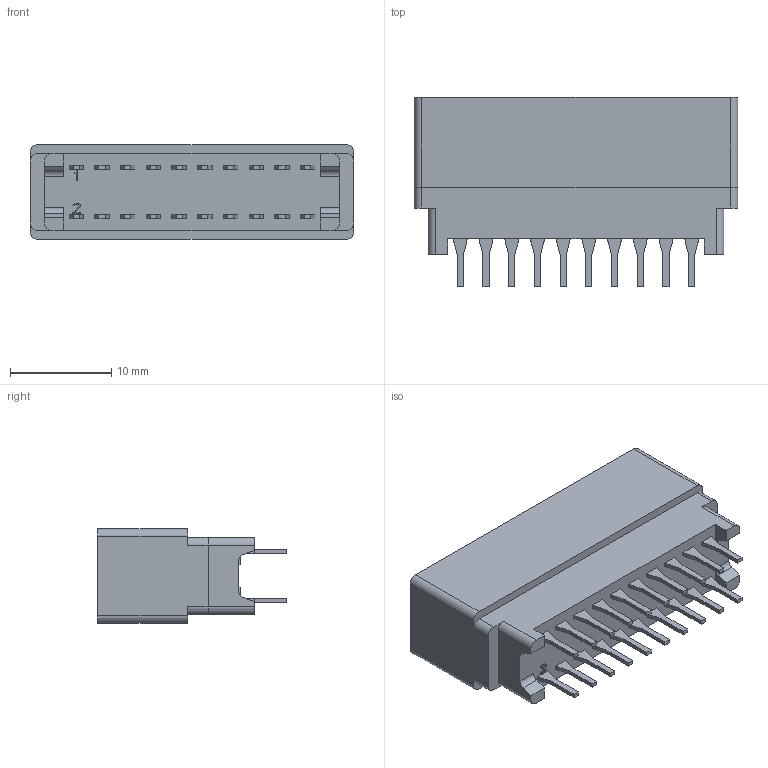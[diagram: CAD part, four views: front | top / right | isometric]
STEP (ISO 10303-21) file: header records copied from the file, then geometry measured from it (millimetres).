
FILE_DESCRIPTION (( 'STEP AP214' ), '1' );
FILE_NAME ('5-5530843-0.STEP', '2024-08-01T23:07:43', ( '' ), ( '' ), 'SwSTEP 2.0', 'SolidWorks 2021', '' );
FILE_SCHEMA (( 'AUTOMOTIVE_DESIGN' ));
Length unit declared in the file: millimetre
Products named in the file (1): 5-5530843-0
Bounding box: 32 x 18.67 x 9.35 mm (x, y, z)
Volume: 3468.2 mm3; surface area: 2642.1 mm2
Topology: 43 solids, 43 shells, 330 faces, 725 edges, 482 vertices
Faces by surface type: plane 292, cylinder 38
Entity records: 9341 total; most frequent: CARTESIAN_POINT 1550, DIRECTION 1455, ORIENTED_EDGE 1450, EDGE_CURVE 725, VECTOR 649, LINE 649, VERTEX_POINT 482, AXIS2_PLACEMENT_3D 403
